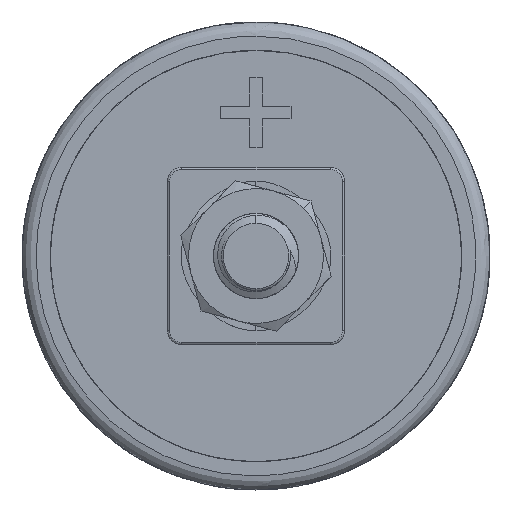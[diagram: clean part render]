
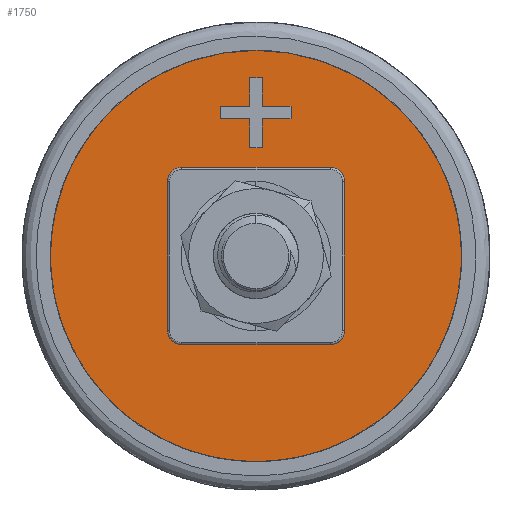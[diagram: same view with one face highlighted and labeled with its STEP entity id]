
A CAD part, left-side view. The second image highlights one B-rep face of the part: STEP entity #1750.
In plain terms, the highlighted planar face has unit normal (-1, 0, 0).
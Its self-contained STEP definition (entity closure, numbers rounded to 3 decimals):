
#139=(
BOUNDED_CURVE()
B_SPLINE_CURVE(2,(#14633,#14634,#14635),.UNSPECIFIED.,.F.,.F.)
B_SPLINE_CURVE_WITH_KNOTS((3,3),(-3.142,0.),.UNSPECIFIED.)
CURVE()
GEOMETRIC_REPRESENTATION_ITEM()
RATIONAL_B_SPLINE_CURVE((1.,0.707,1.))
REPRESENTATION_ITEM('')
);
#140=(
BOUNDED_CURVE()
B_SPLINE_CURVE(2,(#14636,#14637,#14638),.UNSPECIFIED.,.F.,.F.)
B_SPLINE_CURVE_WITH_KNOTS((3,3),(-3.142,0.),.UNSPECIFIED.)
CURVE()
GEOMETRIC_REPRESENTATION_ITEM()
RATIONAL_B_SPLINE_CURVE((1.,0.707,1.))
REPRESENTATION_ITEM('')
);
#141=(
BOUNDED_CURVE()
B_SPLINE_CURVE(2,(#14639,#14640,#14641),.UNSPECIFIED.,.F.,.F.)
B_SPLINE_CURVE_WITH_KNOTS((3,3),(-3.142,0.),.UNSPECIFIED.)
CURVE()
GEOMETRIC_REPRESENTATION_ITEM()
RATIONAL_B_SPLINE_CURVE((1.,0.707,1.))
REPRESENTATION_ITEM('')
);
#142=(
BOUNDED_CURVE()
B_SPLINE_CURVE(2,(#14642,#14643,#14644),.UNSPECIFIED.,.F.,.F.)
B_SPLINE_CURVE_WITH_KNOTS((3,3),(-3.142,0.),.UNSPECIFIED.)
CURVE()
GEOMETRIC_REPRESENTATION_ITEM()
RATIONAL_B_SPLINE_CURVE((1.,0.707,1.))
REPRESENTATION_ITEM('')
);
#143=(
BOUNDED_CURVE()
B_SPLINE_CURVE(2,(#14645,#14646,#14647,#14648,#14649,#14650,#14651,#14652,
#14653),.UNSPECIFIED.,.T.,.F.)
B_SPLINE_CURVE_WITH_KNOTS((3,2,2,2,3),(-182.212,-136.659,
-91.106,-45.553,0.),.UNSPECIFIED.)
CURVE()
GEOMETRIC_REPRESENTATION_ITEM()
RATIONAL_B_SPLINE_CURVE((1.,0.707,1.,0.707,1.,0.707,
1.,0.707,1.))
REPRESENTATION_ITEM('')
);
#536=PLANE('',#9098);
#605=FACE_BOUND('',#2500,.T.);
#606=FACE_BOUND('',#2501,.T.);
#1750=ADVANCED_FACE('',(#2107,#605,#606),#536,.T.);
#2107=FACE_OUTER_BOUND('',#2499,.T.);
#2499=EDGE_LOOP('',(#3319));
#2500=EDGE_LOOP('',(#3320,#3321,#3322,#3323,#3324,#3325,#3326,#3327));
#2501=EDGE_LOOP('',(#3328,#3329,#3330,#3331,#3332,#3333,#3334,#3335,#3336,
#3337,#3338,#3339));
#3319=ORIENTED_EDGE('',*,*,#5473,.T.);
#3320=ORIENTED_EDGE('',*,*,#5468,.T.);
#3321=ORIENTED_EDGE('',*,*,#5470,.T.);
#3322=ORIENTED_EDGE('',*,*,#5465,.T.);
#3323=ORIENTED_EDGE('',*,*,#5469,.T.);
#3324=ORIENTED_EDGE('',*,*,#5466,.T.);
#3325=ORIENTED_EDGE('',*,*,#5472,.T.);
#3326=ORIENTED_EDGE('',*,*,#5467,.T.);
#3327=ORIENTED_EDGE('',*,*,#5471,.T.);
#3328=ORIENTED_EDGE('',*,*,#5474,.T.);
#3329=ORIENTED_EDGE('',*,*,#5475,.T.);
#3330=ORIENTED_EDGE('',*,*,#5476,.T.);
#3331=ORIENTED_EDGE('',*,*,#5477,.T.);
#3332=ORIENTED_EDGE('',*,*,#5478,.T.);
#3333=ORIENTED_EDGE('',*,*,#5479,.T.);
#3334=ORIENTED_EDGE('',*,*,#5480,.T.);
#3335=ORIENTED_EDGE('',*,*,#5481,.T.);
#3336=ORIENTED_EDGE('',*,*,#5482,.T.);
#3337=ORIENTED_EDGE('',*,*,#5483,.T.);
#3338=ORIENTED_EDGE('',*,*,#5484,.T.);
#3339=ORIENTED_EDGE('',*,*,#5485,.T.);
#5465=EDGE_CURVE('',#7969,#7970,#6881,.T.);
#5466=EDGE_CURVE('',#7971,#7972,#6882,.T.);
#5467=EDGE_CURVE('',#7973,#7974,#6883,.T.);
#5468=EDGE_CURVE('',#7975,#7968,#6884,.T.);
#5469=EDGE_CURVE('',#7970,#7971,#139,.T.);
#5470=EDGE_CURVE('',#7968,#7969,#140,.T.);
#5471=EDGE_CURVE('',#7974,#7975,#141,.T.);
#5472=EDGE_CURVE('',#7972,#7973,#142,.T.);
#5473=EDGE_CURVE('',#7967,#7967,#143,.T.);
#5474=EDGE_CURVE('',#7976,#7977,#6885,.T.);
#5475=EDGE_CURVE('',#7977,#7978,#6886,.T.);
#5476=EDGE_CURVE('',#7978,#7979,#6887,.T.);
#5477=EDGE_CURVE('',#7979,#7980,#6888,.T.);
#5478=EDGE_CURVE('',#7980,#7981,#6889,.T.);
#5479=EDGE_CURVE('',#7981,#7982,#6890,.T.);
#5480=EDGE_CURVE('',#7982,#7983,#6891,.T.);
#5481=EDGE_CURVE('',#7983,#7984,#6892,.T.);
#5482=EDGE_CURVE('',#7984,#7985,#6893,.T.);
#5483=EDGE_CURVE('',#7985,#7986,#6894,.T.);
#5484=EDGE_CURVE('',#7986,#7987,#6895,.T.);
#5485=EDGE_CURVE('',#7987,#7976,#6896,.T.);
#6881=B_SPLINE_CURVE_WITH_KNOTS('',1,(#14625,#14626),.UNSPECIFIED.,.F.,
 .F.,(2,2),(0.,21.),.UNSPECIFIED.);
#6882=B_SPLINE_CURVE_WITH_KNOTS('',1,(#14627,#14628),.UNSPECIFIED.,.F.,
 .F.,(2,2),(0.,21.),.UNSPECIFIED.);
#6883=B_SPLINE_CURVE_WITH_KNOTS('',1,(#14629,#14630),.UNSPECIFIED.,.F.,
 .F.,(2,2),(0.,21.),.UNSPECIFIED.);
#6884=B_SPLINE_CURVE_WITH_KNOTS('',1,(#14631,#14632),.UNSPECIFIED.,.F.,
 .F.,(2,2),(0.,21.),.UNSPECIFIED.);
#6885=B_SPLINE_CURVE_WITH_KNOTS('',1,(#14654,#14655),.UNSPECIFIED.,.F.,
 .F.,(2,2),(0.,1.),.UNSPECIFIED.);
#6886=B_SPLINE_CURVE_WITH_KNOTS('',1,(#14656,#14657),.UNSPECIFIED.,.F.,
 .F.,(2,2),(1.,2.),.UNSPECIFIED.);
#6887=B_SPLINE_CURVE_WITH_KNOTS('',1,(#14658,#14659),.UNSPECIFIED.,.F.,
 .F.,(2,2),(2.,3.),.UNSPECIFIED.);
#6888=B_SPLINE_CURVE_WITH_KNOTS('',1,(#14660,#14661),.UNSPECIFIED.,.F.,
 .F.,(2,2),(3.,4.),.UNSPECIFIED.);
#6889=B_SPLINE_CURVE_WITH_KNOTS('',1,(#14662,#14663),.UNSPECIFIED.,.F.,
 .F.,(2,2),(4.,5.),.UNSPECIFIED.);
#6890=B_SPLINE_CURVE_WITH_KNOTS('',1,(#14664,#14665),.UNSPECIFIED.,.F.,
 .F.,(2,2),(5.,6.),.UNSPECIFIED.);
#6891=B_SPLINE_CURVE_WITH_KNOTS('',1,(#14666,#14667),.UNSPECIFIED.,.F.,
 .F.,(2,2),(6.,7.),.UNSPECIFIED.);
#6892=B_SPLINE_CURVE_WITH_KNOTS('',1,(#14668,#14669),.UNSPECIFIED.,.F.,
 .F.,(2,2),(7.,8.),.UNSPECIFIED.);
#6893=B_SPLINE_CURVE_WITH_KNOTS('',1,(#14670,#14671),.UNSPECIFIED.,.F.,
 .F.,(2,2),(8.,9.),.UNSPECIFIED.);
#6894=B_SPLINE_CURVE_WITH_KNOTS('',1,(#14672,#14673),.UNSPECIFIED.,.F.,
 .F.,(2,2),(9.,10.),.UNSPECIFIED.);
#6895=B_SPLINE_CURVE_WITH_KNOTS('',1,(#14674,#14675),.UNSPECIFIED.,.F.,
 .F.,(2,2),(10.,11.),.UNSPECIFIED.);
#6896=B_SPLINE_CURVE_WITH_KNOTS('',1,(#14676,#14677),.UNSPECIFIED.,.F.,
 .F.,(2,2),(11.,12.),.UNSPECIFIED.);
#7967=VERTEX_POINT('',#14604);
#7968=VERTEX_POINT('',#14605);
#7969=VERTEX_POINT('',#14606);
#7970=VERTEX_POINT('',#14607);
#7971=VERTEX_POINT('',#14608);
#7972=VERTEX_POINT('',#14609);
#7973=VERTEX_POINT('',#14610);
#7974=VERTEX_POINT('',#14611);
#7975=VERTEX_POINT('',#14612);
#7976=VERTEX_POINT('',#14613);
#7977=VERTEX_POINT('',#14614);
#7978=VERTEX_POINT('',#14615);
#7979=VERTEX_POINT('',#14616);
#7980=VERTEX_POINT('',#14617);
#7981=VERTEX_POINT('',#14618);
#7982=VERTEX_POINT('',#14619);
#7983=VERTEX_POINT('',#14620);
#7984=VERTEX_POINT('',#14621);
#7985=VERTEX_POINT('',#14622);
#7986=VERTEX_POINT('',#14623);
#7987=VERTEX_POINT('',#14624);
#9098=AXIS2_PLACEMENT_3D('',#14603,#9139,$);
#9139=DIRECTION('',(-1.,0.,0.));
#14603=CARTESIAN_POINT('',(-79.5,-34.92,-34.92));
#14604=CARTESIAN_POINT('',(-79.5,0.,29.));
#14605=CARTESIAN_POINT('',(-79.5,10.5,-12.5));
#14606=CARTESIAN_POINT('',(-79.5,12.5,-10.5));
#14607=CARTESIAN_POINT('',(-79.5,12.5,10.5));
#14608=CARTESIAN_POINT('',(-79.5,10.5,12.5));
#14609=CARTESIAN_POINT('',(-79.5,-10.5,12.5));
#14610=CARTESIAN_POINT('',(-79.5,-12.5,10.5));
#14611=CARTESIAN_POINT('',(-79.5,-12.5,-10.5));
#14612=CARTESIAN_POINT('',(-79.5,-10.5,-12.5));
#14613=CARTESIAN_POINT('',(-79.5,4.969,19.355));
#14614=CARTESIAN_POINT('',(-79.5,4.969,21.093));
#14615=CARTESIAN_POINT('',(-79.5,0.859,21.093));
#14616=CARTESIAN_POINT('',(-79.5,0.859,25.173));
#14617=CARTESIAN_POINT('',(-79.5,-0.859,25.173));
#14618=CARTESIAN_POINT('',(-79.5,-0.859,21.093));
#14619=CARTESIAN_POINT('',(-79.5,-4.939,21.093));
#14620=CARTESIAN_POINT('',(-79.5,-4.939,19.355));
#14621=CARTESIAN_POINT('',(-79.5,-0.859,19.355));
#14622=CARTESIAN_POINT('',(-79.5,-0.859,15.275));
#14623=CARTESIAN_POINT('',(-79.5,0.859,15.275));
#14624=CARTESIAN_POINT('',(-79.5,0.859,19.355));
#14625=CARTESIAN_POINT('',(-79.5,12.5,-10.5));
#14626=CARTESIAN_POINT('',(-79.5,12.5,10.5));
#14627=CARTESIAN_POINT('',(-79.5,10.5,12.5));
#14628=CARTESIAN_POINT('',(-79.5,-10.5,12.5));
#14629=CARTESIAN_POINT('',(-79.5,-12.5,10.5));
#14630=CARTESIAN_POINT('',(-79.5,-12.5,-10.5));
#14631=CARTESIAN_POINT('',(-79.5,-10.5,-12.5));
#14632=CARTESIAN_POINT('',(-79.5,10.5,-12.5));
#14633=CARTESIAN_POINT('',(-79.5,12.5,10.5));
#14634=CARTESIAN_POINT('',(-79.5,12.5,12.5));
#14635=CARTESIAN_POINT('',(-79.5,10.5,12.5));
#14636=CARTESIAN_POINT('',(-79.5,10.5,-12.5));
#14637=CARTESIAN_POINT('',(-79.5,12.5,-12.5));
#14638=CARTESIAN_POINT('',(-79.5,12.5,-10.5));
#14639=CARTESIAN_POINT('',(-79.5,-12.5,-10.5));
#14640=CARTESIAN_POINT('',(-79.5,-12.5,-12.5));
#14641=CARTESIAN_POINT('',(-79.5,-10.5,-12.5));
#14642=CARTESIAN_POINT('',(-79.5,-10.5,12.5));
#14643=CARTESIAN_POINT('',(-79.5,-12.5,12.5));
#14644=CARTESIAN_POINT('',(-79.5,-12.5,10.5));
#14645=CARTESIAN_POINT('',(-79.5,0.,29.));
#14646=CARTESIAN_POINT('',(-79.5,29.,29.));
#14647=CARTESIAN_POINT('',(-79.5,29.,0.));
#14648=CARTESIAN_POINT('',(-79.5,29.,-29.));
#14649=CARTESIAN_POINT('',(-79.5,0.,-29.));
#14650=CARTESIAN_POINT('',(-79.5,-29.,-29.));
#14651=CARTESIAN_POINT('',(-79.5,-29.,0.));
#14652=CARTESIAN_POINT('',(-79.5,-29.,29.));
#14653=CARTESIAN_POINT('',(-79.5,0.,29.));
#14654=CARTESIAN_POINT('',(-79.5,4.969,19.355));
#14655=CARTESIAN_POINT('',(-79.5,4.969,21.093));
#14656=CARTESIAN_POINT('',(-79.5,4.969,21.093));
#14657=CARTESIAN_POINT('',(-79.5,0.859,21.093));
#14658=CARTESIAN_POINT('',(-79.5,0.859,21.093));
#14659=CARTESIAN_POINT('',(-79.5,0.859,25.173));
#14660=CARTESIAN_POINT('',(-79.5,0.859,25.173));
#14661=CARTESIAN_POINT('',(-79.5,-0.859,25.173));
#14662=CARTESIAN_POINT('',(-79.5,-0.859,25.173));
#14663=CARTESIAN_POINT('',(-79.5,-0.859,21.093));
#14664=CARTESIAN_POINT('',(-79.5,-0.859,21.093));
#14665=CARTESIAN_POINT('',(-79.5,-4.939,21.093));
#14666=CARTESIAN_POINT('',(-79.5,-4.939,21.093));
#14667=CARTESIAN_POINT('',(-79.5,-4.939,19.355));
#14668=CARTESIAN_POINT('',(-79.5,-4.939,19.355));
#14669=CARTESIAN_POINT('',(-79.5,-0.859,19.355));
#14670=CARTESIAN_POINT('',(-79.5,-0.859,19.355));
#14671=CARTESIAN_POINT('',(-79.5,-0.859,15.275));
#14672=CARTESIAN_POINT('',(-79.5,-0.859,15.275));
#14673=CARTESIAN_POINT('',(-79.5,0.859,15.275));
#14674=CARTESIAN_POINT('',(-79.5,0.859,15.275));
#14675=CARTESIAN_POINT('',(-79.5,0.859,19.355));
#14676=CARTESIAN_POINT('',(-79.5,0.859,19.355));
#14677=CARTESIAN_POINT('',(-79.5,4.969,19.355));
